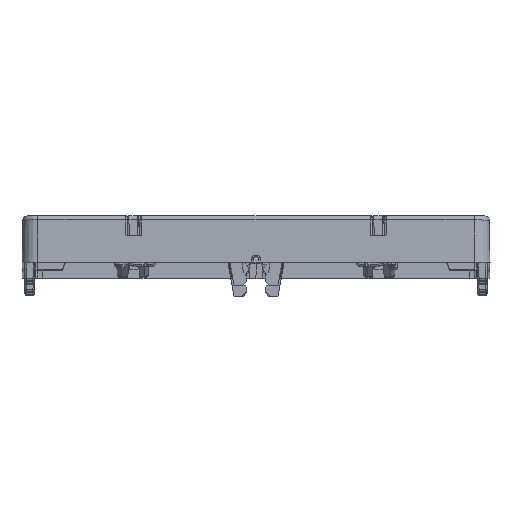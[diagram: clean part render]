
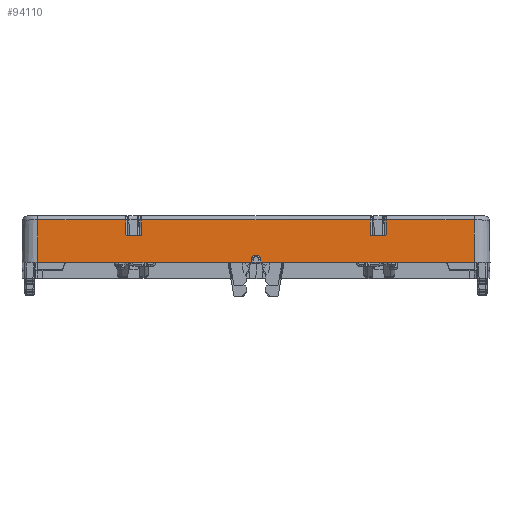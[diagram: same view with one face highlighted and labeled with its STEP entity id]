
A CAD part, left-side view. The second image highlights one B-rep face of the part: STEP entity #94110.
In plain terms, the highlighted planar face has unit normal (-0.999, 0, 0.052).
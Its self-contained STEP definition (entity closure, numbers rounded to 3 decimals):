
#94084=AXIS2_PLACEMENT_3D('Plane Axis2P3D',#94081,#94082,#94083) ;
#29166=CARTESIAN_POINT('Vertex',(-25.355,0.541,35.89)) ;
#29179=CARTESIAN_POINT('Vertex',(-25.338,0.524,36.216)) ;
#29183=CARTESIAN_POINT('Control Point',(-25.355,0.541,35.89)) ;
#29184=CARTESIAN_POINT('Control Point',(-25.338,0.524,36.216)) ;
#29212=CARTESIAN_POINT('Vertex',(-25.313,0.024,36.689)) ;
#29216=CARTESIAN_POINT('Control Point',(-25.313,0.024,36.689)) ;
#29217=CARTESIAN_POINT('Control Point',(-25.313,0.214,36.689)) ;
#29218=CARTESIAN_POINT('Control Point',(-25.318,0.406,36.591)) ;
#29219=CARTESIAN_POINT('Control Point',(-25.328,0.514,36.405)) ;
#29220=CARTESIAN_POINT('Control Point',(-25.338,0.524,36.216)) ;
#29236=CARTESIAN_POINT('Control Point',(-25.355,-0.543,35.89)) ;
#29237=CARTESIAN_POINT('Control Point',(-25.338,-0.526,36.216)) ;
#29238=CARTESIAN_POINT('Vertex',(-25.355,-0.543,35.89)) ;
#29240=CARTESIAN_POINT('Vertex',(-25.338,-0.526,36.216)) ;
#29285=CARTESIAN_POINT('Vertex',(-25.313,-0.027,36.689)) ;
#29288=CARTESIAN_POINT('Line Origine',(-25.313,-0.001,36.689)) ;
#29373=CARTESIAN_POINT('Control Point',(-25.313,-0.027,36.689)) ;
#29374=CARTESIAN_POINT('Control Point',(-25.313,-0.217,36.689)) ;
#29375=CARTESIAN_POINT('Control Point',(-25.318,-0.409,36.591)) ;
#29376=CARTESIAN_POINT('Control Point',(-25.328,-0.516,36.405)) ;
#29377=CARTESIAN_POINT('Control Point',(-25.338,-0.526,36.216)) ;
#31992=CARTESIAN_POINT('Line Origine',(-25.216,-24.801,38.536)) ;
#31996=CARTESIAN_POINT('Vertex',(-25.355,-24.801,35.889)) ;
#31998=CARTESIAN_POINT('Vertex',(-25.103,-24.801,40.692)) ;
#32084=CARTESIAN_POINT('Vertex',(-25.355,24.799,35.891)) ;
#32087=CARTESIAN_POINT('Line Origine',(-25.216,24.799,38.538)) ;
#32091=CARTESIAN_POINT('Vertex',(-25.103,24.799,40.694)) ;
#33198=CARTESIAN_POINT('Line Origine',(-25.355,-12.672,35.889)) ;
#33203=CARTESIAN_POINT('Line Origine',(-25.355,12.67,35.89)) ;
#83978=CARTESIAN_POINT('Line Origine',(-25.103,-0.001,40.693)) ;
#83982=CARTESIAN_POINT('Vertex',(-25.103,14.832,40.693)) ;
#85040=CARTESIAN_POINT('Line Origine',(-25.222,14.753,38.423)) ;
#85044=CARTESIAN_POINT('Vertex',(-25.198,14.769,38.887)) ;
#85214=CARTESIAN_POINT('Vertex',(-25.198,13.469,38.887)) ;
#85216=CARTESIAN_POINT('Vertex',(-25.198,13.444,38.887)) ;
#85219=CARTESIAN_POINT('Line Origine',(-25.198,13.249,38.887)) ;
#85223=CARTESIAN_POINT('Vertex',(-25.198,13.054,38.887)) ;
#85253=CARTESIAN_POINT('Line Origine',(-25.198,14.119,38.887)) ;
#85944=CARTESIAN_POINT('Vertex',(-25.103,12.991,40.693)) ;
#86520=CARTESIAN_POINT('Line Origine',(-25.222,13.071,38.423)) ;
#87121=CARTESIAN_POINT('Line Origine',(-25.103,-0.001,40.693)) ;
#87125=CARTESIAN_POINT('Vertex',(-25.103,-12.994,40.692)) ;
#87563=CARTESIAN_POINT('Line Origine',(-25.222,-13.073,38.422)) ;
#87567=CARTESIAN_POINT('Vertex',(-25.198,-13.057,38.886)) ;
#87818=CARTESIAN_POINT('Line Origine',(-25.103,-0.001,40.693)) ;
#87822=CARTESIAN_POINT('Vertex',(-25.103,-14.835,40.692)) ;
#88543=CARTESIAN_POINT('Vertex',(-25.198,-14.772,38.886)) ;
#88546=CARTESIAN_POINT('Line Origine',(-25.222,-14.755,38.422)) ;
#93882=CARTESIAN_POINT('Control Point',(-25.198,13.469,38.887)) ;
#93883=CARTESIAN_POINT('Control Point',(-25.198,13.444,38.887)) ;
#94050=CARTESIAN_POINT('Line Origine',(-25.198,-14.374,38.886)) ;
#94054=CARTESIAN_POINT('Vertex',(-25.198,-14.361,38.886)) ;
#94056=CARTESIAN_POINT('Vertex',(-25.198,-14.386,38.886)) ;
#94059=CARTESIAN_POINT('Line Origine',(-25.198,-14.579,38.886)) ;
#94064=CARTESIAN_POINT('Line Origine',(-25.198,-13.709,38.886)) ;
#94081=CARTESIAN_POINT('Axis2P3D Location',(-25.078,-0.001,41.183)) ;
#29289=DIRECTION('Vector Direction',(0.,-1.,0.)) ;
#31993=DIRECTION('Vector Direction',(-0.052,0.,-0.999)) ;
#32088=DIRECTION('Vector Direction',(-0.052,0.,-0.999)) ;
#33199=DIRECTION('Vector Direction',(0.,1.,0.)) ;
#33204=DIRECTION('Vector Direction',(0.,1.,0.)) ;
#83979=DIRECTION('Vector Direction',(0.,1.,0.)) ;
#85041=DIRECTION('Vector Direction',(-0.052,-0.035,-0.998)) ;
#85220=DIRECTION('Vector Direction',(0.,-1.,0.)) ;
#85254=DIRECTION('Vector Direction',(0.,-1.,0.)) ;
#86521=DIRECTION('Vector Direction',(-0.052,0.035,-0.998)) ;
#87122=DIRECTION('Vector Direction',(0.,1.,0.)) ;
#87564=DIRECTION('Vector Direction',(-0.052,-0.035,-0.998)) ;
#87819=DIRECTION('Vector Direction',(0.,1.,0.)) ;
#88547=DIRECTION('Vector Direction',(-0.052,0.035,-0.998)) ;
#94051=DIRECTION('Vector Direction',(0.,-1.,0.)) ;
#94060=DIRECTION('Vector Direction',(0.,-1.,0.)) ;
#94065=DIRECTION('Vector Direction',(0.,-1.,0.)) ;
#94082=DIRECTION('Axis2P3D Direction',(-0.999,0.,0.052)) ;
#94083=DIRECTION('Axis2P3D XDirection',(0.,1.,0.)) ;
#29290=VECTOR('Line Direction',#29289,1.) ;
#31994=VECTOR('Line Direction',#31993,1.) ;
#32089=VECTOR('Line Direction',#32088,1.) ;
#33200=VECTOR('Line Direction',#33199,1.) ;
#33205=VECTOR('Line Direction',#33204,1.) ;
#83980=VECTOR('Line Direction',#83979,1.) ;
#85042=VECTOR('Line Direction',#85041,1.) ;
#85221=VECTOR('Line Direction',#85220,1.) ;
#85255=VECTOR('Line Direction',#85254,1.) ;
#86522=VECTOR('Line Direction',#86521,1.) ;
#87123=VECTOR('Line Direction',#87122,1.) ;
#87565=VECTOR('Line Direction',#87564,1.) ;
#87820=VECTOR('Line Direction',#87819,1.) ;
#88548=VECTOR('Line Direction',#88547,1.) ;
#94052=VECTOR('Line Direction',#94051,1.) ;
#94061=VECTOR('Line Direction',#94060,1.) ;
#94066=VECTOR('Line Direction',#94065,1.) ;
#94087=ORIENTED_EDGE('',*,*,#87569,.T.) ;
#94088=ORIENTED_EDGE('',*,*,#87127,.F.) ;
#94089=ORIENTED_EDGE('',*,*,#86524,.F.) ;
#94090=ORIENTED_EDGE('',*,*,#85225,.F.) ;
#94091=ORIENTED_EDGE('',*,*,#93884,.F.) ;
#94092=ORIENTED_EDGE('',*,*,#85257,.F.) ;
#94093=ORIENTED_EDGE('',*,*,#85046,.F.) ;
#94094=ORIENTED_EDGE('',*,*,#83984,.F.) ;
#94095=ORIENTED_EDGE('',*,*,#32093,.F.) ;
#94096=ORIENTED_EDGE('',*,*,#33207,.F.) ;
#94097=ORIENTED_EDGE('',*,*,#29185,.T.) ;
#94098=ORIENTED_EDGE('',*,*,#29221,.F.) ;
#94099=ORIENTED_EDGE('',*,*,#29292,.T.) ;
#94100=ORIENTED_EDGE('',*,*,#29378,.T.) ;
#94101=ORIENTED_EDGE('',*,*,#29242,.F.) ;
#94102=ORIENTED_EDGE('',*,*,#33202,.F.) ;
#94103=ORIENTED_EDGE('',*,*,#32000,.T.) ;
#94104=ORIENTED_EDGE('',*,*,#87824,.F.) ;
#94105=ORIENTED_EDGE('',*,*,#88550,.T.) ;
#94106=ORIENTED_EDGE('',*,*,#94063,.F.) ;
#94107=ORIENTED_EDGE('',*,*,#94058,.F.) ;
#94108=ORIENTED_EDGE('',*,*,#94068,.F.) ;
#94110=ADVANCED_FACE('PartBody',(#94109),#94085,.T.) ;
#29182=B_SPLINE_CURVE_WITH_KNOTS('',1,(#29183,#29184),.UNSPECIFIED.,.F.,.U.,(2,2),(-0.163,0.163),.UNSPECIFIED.) ;
#29215=B_SPLINE_CURVE_WITH_KNOTS('',4,(#29216,#29217,#29218,#29219,#29220),.UNSPECIFIED.,.F.,.U.,(5,5),(0.,1.074),.UNSPECIFIED.) ;
#29235=B_SPLINE_CURVE_WITH_KNOTS('',1,(#29236,#29237),.UNSPECIFIED.,.F.,.U.,(2,2),(-0.163,0.163),.UNSPECIFIED.) ;
#29372=B_SPLINE_CURVE_WITH_KNOTS('',4,(#29373,#29374,#29375,#29376,#29377),.UNSPECIFIED.,.F.,.U.,(5,5),(0.,1.074),.UNSPECIFIED.) ;
#93881=B_SPLINE_CURVE_WITH_KNOTS('',1,(#93882,#93883),.UNSPECIFIED.,.F.,.U.,(2,2),(-0.112,-0.087),.UNSPECIFIED.) ;
#29185=EDGE_CURVE('',#29167,#29180,#29182,.T.) ;
#29221=EDGE_CURVE('',#29213,#29180,#29215,.T.) ;
#29242=EDGE_CURVE('',#29239,#29241,#29235,.T.) ;
#29292=EDGE_CURVE('',#29213,#29286,#29291,.T.) ;
#29378=EDGE_CURVE('',#29286,#29241,#29372,.T.) ;
#32000=EDGE_CURVE('',#31997,#31999,#31995,.F.) ;
#32093=EDGE_CURVE('',#32085,#32092,#32090,.F.) ;
#33202=EDGE_CURVE('',#31997,#29239,#33201,.T.) ;
#33207=EDGE_CURVE('',#29167,#32085,#33206,.T.) ;
#83984=EDGE_CURVE('',#32092,#83983,#83981,.F.) ;
#85046=EDGE_CURVE('',#83983,#85045,#85043,.T.) ;
#85225=EDGE_CURVE('',#85217,#85224,#85222,.T.) ;
#85257=EDGE_CURVE('',#85045,#85215,#85256,.T.) ;
#86524=EDGE_CURVE('',#85224,#85945,#86523,.F.) ;
#87127=EDGE_CURVE('',#85945,#87126,#87124,.F.) ;
#87569=EDGE_CURVE('',#87568,#87126,#87566,.F.) ;
#87824=EDGE_CURVE('',#87823,#31999,#87821,.F.) ;
#88550=EDGE_CURVE('',#87823,#88544,#88549,.T.) ;
#93884=EDGE_CURVE('',#85215,#85217,#93881,.T.) ;
#94058=EDGE_CURVE('',#94055,#94057,#94053,.T.) ;
#94063=EDGE_CURVE('',#94057,#88544,#94062,.T.) ;
#94068=EDGE_CURVE('',#87568,#94055,#94067,.T.) ;
#94086=EDGE_LOOP('',(#94087,#94088,#94089,#94090,#94091,#94092,#94093,#94094,#94095,#94096,#94097,#94098,#94099,#94100,#94101,#94102,#94103,#94104,#94105,#94106,#94107,#94108)) ;
#94109=FACE_OUTER_BOUND('',#94086,.T.) ;
#29291=LINE('Line',#29288,#29290) ;
#31995=LINE('Line',#31992,#31994) ;
#32090=LINE('Line',#32087,#32089) ;
#33201=LINE('Line',#33198,#33200) ;
#33206=LINE('Line',#33203,#33205) ;
#83981=LINE('Line',#83978,#83980) ;
#85043=LINE('Line',#85040,#85042) ;
#85222=LINE('Line',#85219,#85221) ;
#85256=LINE('Line',#85253,#85255) ;
#86523=LINE('Line',#86520,#86522) ;
#87124=LINE('Line',#87121,#87123) ;
#87566=LINE('Line',#87563,#87565) ;
#87821=LINE('Line',#87818,#87820) ;
#88549=LINE('Line',#88546,#88548) ;
#94053=LINE('Line',#94050,#94052) ;
#94062=LINE('Line',#94059,#94061) ;
#94067=LINE('Line',#94064,#94066) ;
#94085=PLANE('',#94084) ;
#29167=VERTEX_POINT('',#29166) ;
#29180=VERTEX_POINT('',#29179) ;
#29213=VERTEX_POINT('',#29212) ;
#29239=VERTEX_POINT('',#29238) ;
#29241=VERTEX_POINT('',#29240) ;
#29286=VERTEX_POINT('',#29285) ;
#31997=VERTEX_POINT('',#31996) ;
#31999=VERTEX_POINT('',#31998) ;
#32085=VERTEX_POINT('',#32084) ;
#32092=VERTEX_POINT('',#32091) ;
#83983=VERTEX_POINT('',#83982) ;
#85045=VERTEX_POINT('',#85044) ;
#85215=VERTEX_POINT('',#85214) ;
#85217=VERTEX_POINT('',#85216) ;
#85224=VERTEX_POINT('',#85223) ;
#85945=VERTEX_POINT('',#85944) ;
#87126=VERTEX_POINT('',#87125) ;
#87568=VERTEX_POINT('',#87567) ;
#87823=VERTEX_POINT('',#87822) ;
#88544=VERTEX_POINT('',#88543) ;
#94055=VERTEX_POINT('',#94054) ;
#94057=VERTEX_POINT('',#94056) ;
